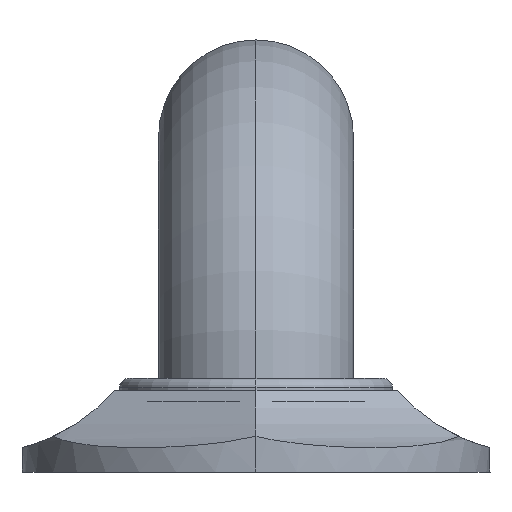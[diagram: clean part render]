
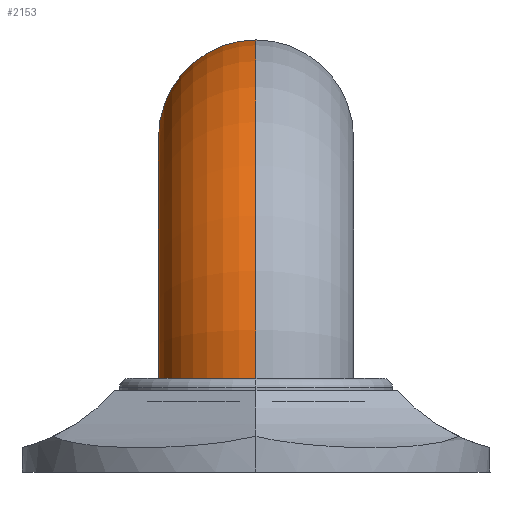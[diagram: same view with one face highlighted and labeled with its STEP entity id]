
A CAD part, left-side view. The second image highlights one B-rep face of the part: STEP entity #2153.
In plain terms, the highlighted toroidal (fillet/blend) face has major radius 41.275 mm and minor radius 15.875 mm.
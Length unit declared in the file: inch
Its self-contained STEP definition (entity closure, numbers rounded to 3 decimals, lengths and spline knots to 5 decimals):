
#2024=CARTESIAN_POINT('',(-24.,0.,0.52));
#2025=DIRECTION('',(0.,0.,-1.));
#2026=DIRECTION('',(-1.,0.,0.));
#2027=AXIS2_PLACEMENT_3D('',#2024,#2025,#2026);
#2029=CARTESIAN_POINT('',(-22.375,0.,0.52));
#2030=DIRECTION('',(0.,1.,0.));
#2031=DIRECTION('',(-1.,0.,0.));
#2032=AXIS2_PLACEMENT_3D('',#2029,#2030,#2031);
#2039=CARTESIAN_POINT('',(-22.375,0.,0.52));
#2040=DIRECTION('',(0.,1.,0.));
#2041=DIRECTION('',(-1.,0.,0.));
#2042=AXIS2_PLACEMENT_3D('',#2039,#2040,#2041);
#2081=CARTESIAN_POINT('',(-22.375,0.,2.145));
#2082=DIRECTION('',(1.,0.,0.));
#2083=DIRECTION('',(0.,0.,-1.));
#2084=AXIS2_PLACEMENT_3D('',#2081,#2082,#2083);
#2120=CARTESIAN_POINT('',(-23.375,0.,0.52));
#2121=CARTESIAN_POINT('',(-24.625,0.,0.52));
#2122=VERTEX_POINT('',#2120);
#2123=VERTEX_POINT('',#2121);
#2124=CARTESIAN_POINT('',(-22.375,0.,1.52));
#2125=CARTESIAN_POINT('',(-22.375,0.,2.77));
#2126=VERTEX_POINT('',#2124);
#2127=VERTEX_POINT('',#2125);
#2138=CARTESIAN_POINT('',(-22.375,0.,0.52));
#2139=DIRECTION('',(0.,1.,0.));
#2140=DIRECTION('',(1.,0.,0.));
#2141=AXIS2_PLACEMENT_3D('',#2138,#2139,#2140);
#2142=TOROIDAL_SURFACE('',#2141,1.625,0.625);
#2144=ORIENTED_EDGE('',*,*,#2143,.T.);
#2146=ORIENTED_EDGE('',*,*,#2145,.T.);
#2148=ORIENTED_EDGE('',*,*,#2147,.T.);
#2150=ORIENTED_EDGE('',*,*,#2149,.F.);
#2151=EDGE_LOOP('',(#2144,#2146,#2148,#2150));
#2152=FACE_OUTER_BOUND('',#2151,.F.);
#2153=ADVANCED_FACE('',(#2152),#2142,.T.);
#2028=CIRCLE('',#2027,0.625);
#2033=CIRCLE('',#2032,1.);
#2043=CIRCLE('',#2042,2.25);
#2085=CIRCLE('',#2084,0.625);
#2143=EDGE_CURVE('',#2123,#2122,#2028,.T.);
#2145=EDGE_CURVE('',#2122,#2126,#2033,.T.);
#2147=EDGE_CURVE('',#2126,#2127,#2085,.T.);
#2149=EDGE_CURVE('',#2123,#2127,#2043,.T.);
